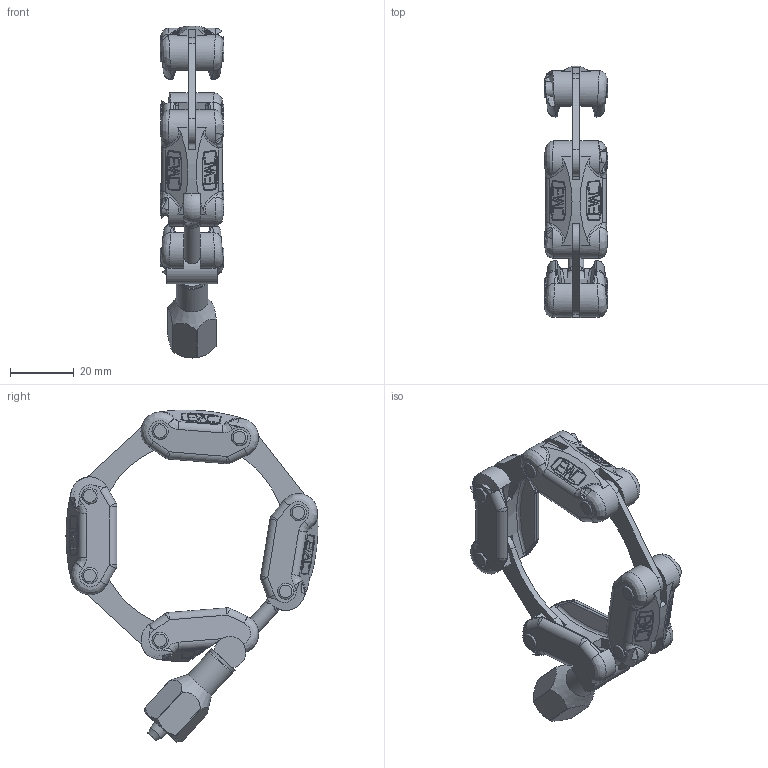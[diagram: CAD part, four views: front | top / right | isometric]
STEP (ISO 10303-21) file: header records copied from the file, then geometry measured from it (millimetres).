
FILE_DESCRIPTION(/* description */ (''),/* implementation_level */ '2;1');
FILE_NAME(/* name */ '30.040015.114.540',/* time_stamp */ '2018-07-13T16:44:45+02:00',/* author */ ('Murat Coskun Bicak'),/* organization */ ('Evac AG'),/* preprocessor_version */ 'ST-DEVELOPER v16.7',/* originating_system */ 'DEX',/* authorisation */ $);
FILE_SCHEMA (('AUTOMOTIVE_DESIGN {1 0 10303 214 3 1 1}'));
Length unit declared in the file: millimetre
Products named in the file (10): 30.040015.114.540; 03.231.004-AL; 03.231.005-AL; 03.231.006-AL; 03.031.030-IX; 03.020.008-IXMY; 00.1505.00-IXMY; 03.036.003-AL; 03.034.001-IXMY; 03.037.003-IX
Assembly tree (18 placements, depth 2):
  30.040015.114.540
    03.231.004-AL  x2
    03.231.005-AL
    03.231.006-AL
    03.031.030-IX  x3
    03.020.008-IXMY  x7
    00.1505.00-IXMY
    03.036.003-AL
    03.034.001-IXMY
    03.037.003-IX
Bounding box: 20 x 79.13 x 104.24 mm (x, y, z)
Volume: 31409.7 mm3; surface area: 21360.5 mm2
Topology: 18 solids, 18 shells, 1912 faces, 4773 edges, 2833 vertices
Faces by surface type: cylinder 877, plane 546, sphere 245, torus 136, bspline 102, cone 6
Full cylindrical faces by diameter (mm): 4.134 x1, 5 x16, 5.1 x14, 5.2 x1, 5.3 x1, 8 x1, 10 x2
Entity records: 43131 total; most frequent: CARTESIAN_POINT 11198, DIRECTION 6822, ORIENTED_EDGE 6478, EDGE_CURVE 3239, AXIS2_PLACEMENT_3D 2629, VERTEX_POINT 1956, LINE 1564, VECTOR 1564
